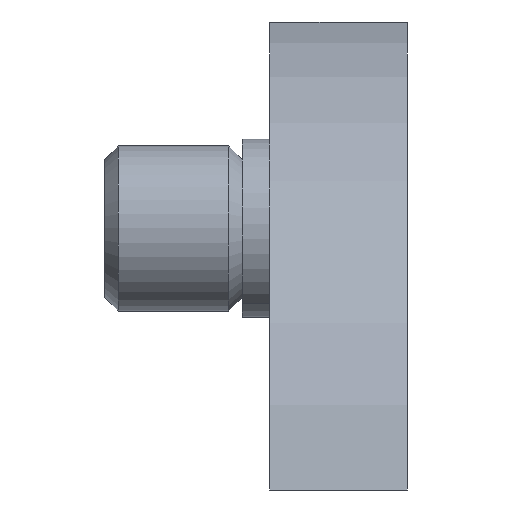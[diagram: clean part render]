
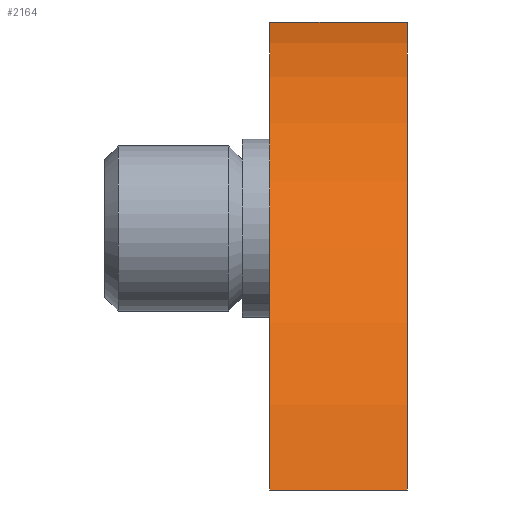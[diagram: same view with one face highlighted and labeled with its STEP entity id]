
A CAD part, left-side view. The second image highlights one B-rep face of the part: STEP entity #2164.
In plain terms, the highlighted cylindrical face has radius 39.5 mm (diameter 79 mm), a partial arc.
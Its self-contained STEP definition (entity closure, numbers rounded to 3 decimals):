
#20 = EDGE_CURVE ( 'NONE', #3165, #1834, #1120, .T. ) ;
#93 = CARTESIAN_POINT ( 'NONE',  ( 1.913, 1.387, 56.365 ) ) ;
#182 = EDGE_CURVE ( 'NONE', #2409, #3773, #662, .T. ) ;
#311 = CARTESIAN_POINT ( 'NONE',  ( -4.352, -8.613, 95.365 ) ) ;
#403 = CIRCLE ( 'NONE', #854, 39.5 ) ;
#581 = ORIENTED_EDGE ( 'NONE', *, *, #961, .T. ) ;
#638 = CARTESIAN_POINT ( 'NONE',  ( 1.913, 1.387, 56.365 ) ) ;
#662 = LINE ( 'NONE', #941, #1488 ) ;
#703 = AXIS2_PLACEMENT_3D ( 'NONE', #93, #2194, #2843 ) ;
#854 = AXIS2_PLACEMENT_3D ( 'NONE', #2066, #1155, #2724 ) ;
#941 = CARTESIAN_POINT ( 'NONE',  ( -4.352, 1.387, 95.365 ) ) ;
#961 = EDGE_CURVE ( 'NONE', #3165, #3773, #403, .T. ) ;
#1120 = LINE ( 'NONE', #2365, #2539 ) ;
#1155 = DIRECTION ( 'NONE',  ( 0., 1., 0. ) ) ;
#1237 = DIRECTION ( 'NONE',  ( 0., -1., 0. ) ) ;
#1358 = ORIENTED_EDGE ( 'NONE', *, *, #20, .F. ) ;
#1488 = VECTOR ( 'NONE', #1237, 1000. ) ;
#1509 = ORIENTED_EDGE ( 'NONE', *, *, #3481, .F. ) ;
#1834 = VERTEX_POINT ( 'NONE', #2525 ) ;
#1857 = DIRECTION ( 'NONE',  ( 0., -1., 0. ) ) ;
#1875 = DIRECTION ( 'NONE',  ( 0., 0., -1. ) ) ;
#2066 = CARTESIAN_POINT ( 'NONE',  ( 1.913, -8.613, 56.365 ) ) ;
#2164 = ADVANCED_FACE ( 'NONE', ( #2805 ), #3764, .T. ) ;
#2194 = DIRECTION ( 'NONE',  ( 0., 1., 0. ) ) ;
#2365 = CARTESIAN_POINT ( 'NONE',  ( -37.269, 1.387, 61.365 ) ) ;
#2379 = CARTESIAN_POINT ( 'NONE',  ( -4.352, 1.387, 95.365 ) ) ;
#2409 = VERTEX_POINT ( 'NONE', #2379 ) ;
#2412 = CARTESIAN_POINT ( 'NONE',  ( -37.269, -8.613, 61.365 ) ) ;
#2525 = CARTESIAN_POINT ( 'NONE',  ( -37.269, 1.387, 61.365 ) ) ;
#2539 = VECTOR ( 'NONE', #3953, 1000. ) ;
#2662 = CIRCLE ( 'NONE', #703, 39.5 ) ;
#2724 = DIRECTION ( 'NONE',  ( 0., 0., 1. ) ) ;
#2754 = AXIS2_PLACEMENT_3D ( 'NONE', #638, #1857, #1875 ) ;
#2805 = FACE_OUTER_BOUND ( 'NONE', #3777, .T. ) ;
#2843 = DIRECTION ( 'NONE',  ( 0., 0., 1. ) ) ;
#2933 = ORIENTED_EDGE ( 'NONE', *, *, #182, .F. ) ;
#3165 = VERTEX_POINT ( 'NONE', #2412 ) ;
#3481 = EDGE_CURVE ( 'NONE', #1834, #2409, #2662, .T. ) ;
#3764 = CYLINDRICAL_SURFACE ( 'NONE', #2754, 39.5 ) ;
#3773 = VERTEX_POINT ( 'NONE', #311 ) ;
#3777 = EDGE_LOOP ( 'NONE', ( #1358, #581, #2933, #1509 ) ) ;
#3953 = DIRECTION ( 'NONE',  ( 0., 1., 0. ) ) ;
